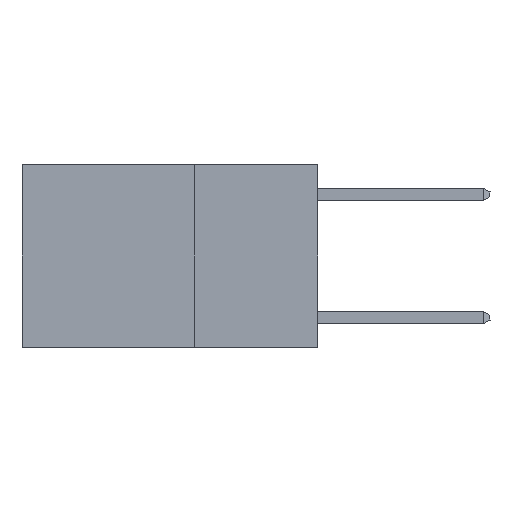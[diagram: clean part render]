
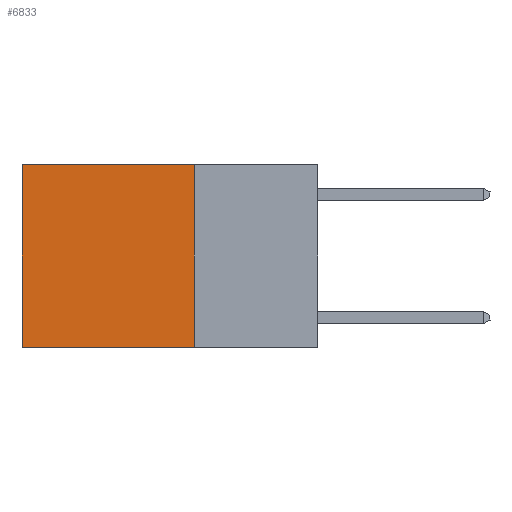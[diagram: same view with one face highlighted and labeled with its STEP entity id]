
A CAD part, left-side view. The second image highlights one B-rep face of the part: STEP entity #6833.
In plain terms, the highlighted planar face has unit normal (-1, 0, 0).
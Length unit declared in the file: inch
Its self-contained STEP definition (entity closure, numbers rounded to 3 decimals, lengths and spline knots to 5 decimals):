
#16 = ORIENTED_EDGE ( 'NONE', *, *, #19675, .T. ) ;
#57 = EDGE_LOOP ( 'NONE', ( #1587, #10333, #16173, #16 ) ) ;
#1587 = ORIENTED_EDGE ( 'NONE', *, *, #19256, .T. ) ;
#2165 = DIRECTION ( 'NONE',  ( 0., 0., -1. ) ) ;
#2351 = VECTOR ( 'NONE', #2165, 39.37008 ) ;
#3188 = LINE ( 'NONE', #15016, #25162 ) ;
#6641 = EDGE_CURVE ( 'NONE', #24444, #11810, #3188, .T. ) ;
#6754 = CARTESIAN_POINT ( 'NONE',  ( 0.2625, 0.25, 0. ) ) ;
#6833 = ADVANCED_FACE ( 'NONE', ( #9724 ), #19719, .F. ) ;
#7049 = DIRECTION ( 'NONE',  ( 0., 1., 0. ) ) ;
#7136 = LINE ( 'NONE', #6754, #8890 ) ;
#7584 = CARTESIAN_POINT ( 'NONE',  ( 0.2625, 0.25, 0. ) ) ;
#7989 = CARTESIAN_POINT ( 'NONE',  ( 0.2625, 0.6, 0. ) ) ;
#8890 = VECTOR ( 'NONE', #10602, 39.37008 ) ;
#9724 = FACE_OUTER_BOUND ( 'NONE', #57, .T. ) ;
#9986 = DIRECTION ( 'NONE',  ( 0., 0., -1. ) ) ;
#10333 = ORIENTED_EDGE ( 'NONE', *, *, #6641, .F. ) ;
#10602 = DIRECTION ( 'NONE',  ( 0., 1., 0. ) ) ;
#11810 = VERTEX_POINT ( 'NONE', #13335 ) ;
#13335 = CARTESIAN_POINT ( 'NONE',  ( 0.2625, 0.6, -0.37 ) ) ;
#14589 = AXIS2_PLACEMENT_3D ( 'NONE', #23410, #21501, #9986 ) ;
#14775 = VERTEX_POINT ( 'NONE', #7989 ) ;
#15016 = CARTESIAN_POINT ( 'NONE',  ( 0.2625, 0.25, -0.37 ) ) ;
#16173 = ORIENTED_EDGE ( 'NONE', *, *, #20225, .F. ) ;
#16538 = CARTESIAN_POINT ( 'NONE',  ( 0.2625, 0.25, 0. ) ) ;
#16664 = DIRECTION ( 'NONE',  ( 0., 0., -1. ) ) ;
#17334 = LINE ( 'NONE', #7584, #2351 ) ;
#19256 = EDGE_CURVE ( 'NONE', #14775, #11810, #22787, .T. ) ;
#19675 = EDGE_CURVE ( 'NONE', #24959, #14775, #7136, .T. ) ;
#19719 = PLANE ( 'NONE',  #14589 ) ;
#20225 = EDGE_CURVE ( 'NONE', #24959, #24444, #17334, .T. ) ;
#21501 = DIRECTION ( 'NONE',  ( 1., 0., 0. ) ) ;
#22409 = CARTESIAN_POINT ( 'NONE',  ( 0.2625, 0.6, 0. ) ) ;
#22787 = LINE ( 'NONE', #22409, #25208 ) ;
#23410 = CARTESIAN_POINT ( 'NONE',  ( 0.2625, 0.25, 0. ) ) ;
#24444 = VERTEX_POINT ( 'NONE', #24463 ) ;
#24463 = CARTESIAN_POINT ( 'NONE',  ( 0.2625, 0.25, -0.37 ) ) ;
#24959 = VERTEX_POINT ( 'NONE', #16538 ) ;
#25162 = VECTOR ( 'NONE', #7049, 39.37008 ) ;
#25208 = VECTOR ( 'NONE', #16664, 39.37008 ) ;
